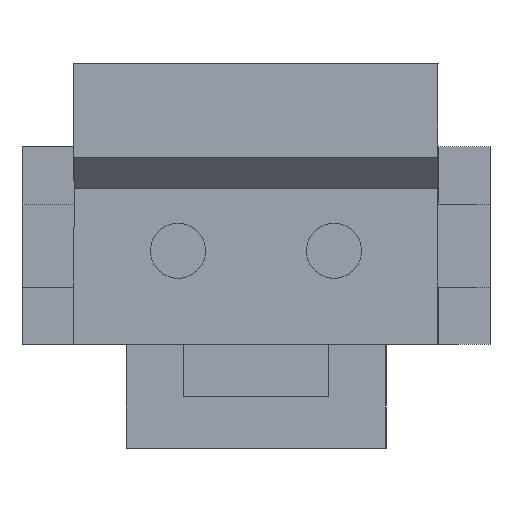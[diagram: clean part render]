
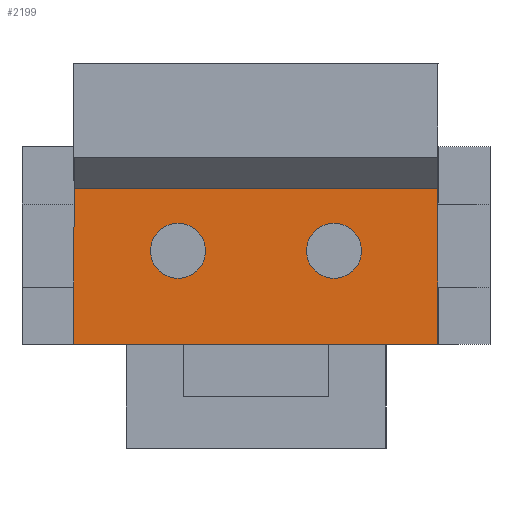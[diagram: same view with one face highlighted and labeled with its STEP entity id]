
A CAD part, left-side view. The second image highlights one B-rep face of the part: STEP entity #2199.
In plain terms, the highlighted planar face has unit normal (-1, 0, 0).
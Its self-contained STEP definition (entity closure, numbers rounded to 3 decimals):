
#6 = AXIS2_PLACEMENT_3D ( 'NONE', #2094, #1589, #973 ) ;
#52 = CARTESIAN_POINT ( 'NONE',  ( -4.7, -1.75, -0.9 ) ) ;
#54 = CARTESIAN_POINT ( 'NONE',  ( -4.7, 1.75, -0.9 ) ) ;
#58 = AXIS2_PLACEMENT_3D ( 'NONE', #1522, #1311, #1287 ) ;
#78 = ORIENTED_EDGE ( 'NONE', *, *, #883, .F. ) ;
#96 = EDGE_CURVE ( 'NONE', #839, #173, #1195, .T. ) ;
#146 = EDGE_CURVE ( 'NONE', #173, #192, #1488, .T. ) ;
#173 = VERTEX_POINT ( 'NONE', #550 ) ;
#179 = ORIENTED_EDGE ( 'NONE', *, *, #146, .T. ) ;
#188 = VECTOR ( 'NONE', #1441, 1000. ) ;
#192 = VERTEX_POINT ( 'NONE', #863 ) ;
#271 = FACE_BOUND ( 'NONE', #611, .T. ) ;
#300 = EDGE_CURVE ( 'NONE', #431, #1976, #1065, .T. ) ;
#310 = LINE ( 'NONE', #1412, #731 ) ;
#330 = CARTESIAN_POINT ( 'NONE',  ( -4.7, -0.75, 0.265 ) ) ;
#391 = EDGE_CURVE ( 'NONE', #1573, #2110, #1353, .T. ) ;
#393 = DIRECTION ( 'NONE',  ( 0., 1., 0. ) ) ;
#431 = VERTEX_POINT ( 'NONE', #330 ) ;
#464 = DIRECTION ( 'NONE',  ( 0., 0., -1. ) ) ;
#471 = CIRCLE ( 'NONE', #1382, 0.265 ) ;
#500 = CARTESIAN_POINT ( 'NONE',  ( -4.7, 0.75, 0.265 ) ) ;
#504 = CARTESIAN_POINT ( 'NONE',  ( -4.7, 0.75, 0. ) ) ;
#550 = CARTESIAN_POINT ( 'NONE',  ( -4.7, -1.75, 0.6 ) ) ;
#579 = CARTESIAN_POINT ( 'NONE',  ( -4.7, 0.75, -0.265 ) ) ;
#608 = DIRECTION ( 'NONE',  ( -1., 0., 0. ) ) ;
#611 = EDGE_LOOP ( 'NONE', ( #1670, #807 ) ) ;
#626 = CARTESIAN_POINT ( 'NONE',  ( -4.7, -0.75, 0. ) ) ;
#673 = ORIENTED_EDGE ( 'NONE', *, *, #1988, .F. ) ;
#704 = DIRECTION ( 'NONE',  ( 0., 0., 1. ) ) ;
#731 = VECTOR ( 'NONE', #393, 1000. ) ;
#807 = ORIENTED_EDGE ( 'NONE', *, *, #391, .F. ) ;
#824 = FACE_BOUND ( 'NONE', #890, .T. ) ;
#839 = VERTEX_POINT ( 'NONE', #52 ) ;
#843 = DIRECTION ( 'NONE',  ( 0., 0., 1. ) ) ;
#861 = AXIS2_PLACEMENT_3D ( 'NONE', #504, #608, #704 ) ;
#863 = CARTESIAN_POINT ( 'NONE',  ( -4.7, 1.75, 0.6 ) ) ;
#883 = EDGE_CURVE ( 'NONE', #1976, #431, #471, .T. ) ;
#890 = EDGE_LOOP ( 'NONE', ( #1733, #78 ) ) ;
#935 = DIRECTION ( 'NONE',  ( -1., 0., 0. ) ) ;
#955 = AXIS2_PLACEMENT_3D ( 'NONE', #2133, #935, #1964 ) ;
#973 = DIRECTION ( 'NONE',  ( 0., 0., 1. ) ) ;
#978 = EDGE_CURVE ( 'NONE', #192, #1235, #1240, .T. ) ;
#1037 = VECTOR ( 'NONE', #2172, 1000. ) ;
#1065 = CIRCLE ( 'NONE', #6, 0.265 ) ;
#1111 = DIRECTION ( 'NONE',  ( -1., 0., 0. ) ) ;
#1195 = LINE ( 'NONE', #1455, #188 ) ;
#1235 = VERTEX_POINT ( 'NONE', #54 ) ;
#1240 = LINE ( 'NONE', #1548, #1652 ) ;
#1259 = EDGE_LOOP ( 'NONE', ( #1734, #179, #1667, #673 ) ) ;
#1287 = DIRECTION ( 'NONE',  ( 0., 0., -1. ) ) ;
#1311 = DIRECTION ( 'NONE',  ( 1., 0., 0. ) ) ;
#1353 = CIRCLE ( 'NONE', #861, 0.265 ) ;
#1368 = EDGE_CURVE ( 'NONE', #2110, #1573, #1744, .T. ) ;
#1382 = AXIS2_PLACEMENT_3D ( 'NONE', #626, #1111, #843 ) ;
#1400 = CARTESIAN_POINT ( 'NONE',  ( -4.7, -2.25, 0.6 ) ) ;
#1401 = CARTESIAN_POINT ( 'NONE',  ( -4.7, -0.75, -0.265 ) ) ;
#1412 = CARTESIAN_POINT ( 'NONE',  ( -4.7, 0., -0.9 ) ) ;
#1441 = DIRECTION ( 'NONE',  ( 0., 0., 1. ) ) ;
#1455 = CARTESIAN_POINT ( 'NONE',  ( -4.7, -1.75, -0.9 ) ) ;
#1488 = LINE ( 'NONE', #1400, #1037 ) ;
#1522 = CARTESIAN_POINT ( 'NONE',  ( -4.7, -2.25, -0.9 ) ) ;
#1548 = CARTESIAN_POINT ( 'NONE',  ( -4.7, 1.75, -0.9 ) ) ;
#1573 = VERTEX_POINT ( 'NONE', #579 ) ;
#1589 = DIRECTION ( 'NONE',  ( -1., 0., 0. ) ) ;
#1632 = FACE_OUTER_BOUND ( 'NONE', #1259, .T. ) ;
#1652 = VECTOR ( 'NONE', #464, 1000. ) ;
#1667 = ORIENTED_EDGE ( 'NONE', *, *, #978, .T. ) ;
#1670 = ORIENTED_EDGE ( 'NONE', *, *, #1368, .F. ) ;
#1712 = PLANE ( 'NONE',  #58 ) ;
#1733 = ORIENTED_EDGE ( 'NONE', *, *, #300, .F. ) ;
#1734 = ORIENTED_EDGE ( 'NONE', *, *, #96, .T. ) ;
#1744 = CIRCLE ( 'NONE', #955, 0.265 ) ;
#1964 = DIRECTION ( 'NONE',  ( 0., 0., 1. ) ) ;
#1976 = VERTEX_POINT ( 'NONE', #1401 ) ;
#1988 = EDGE_CURVE ( 'NONE', #839, #1235, #310, .T. ) ;
#2094 = CARTESIAN_POINT ( 'NONE',  ( -4.7, -0.75, 0. ) ) ;
#2110 = VERTEX_POINT ( 'NONE', #500 ) ;
#2133 = CARTESIAN_POINT ( 'NONE',  ( -4.7, 0.75, 0. ) ) ;
#2172 = DIRECTION ( 'NONE',  ( 0., 1., 0. ) ) ;
#2199 = ADVANCED_FACE ( 'NONE', ( #824, #271, #1632 ), #1712, .F. ) ;
